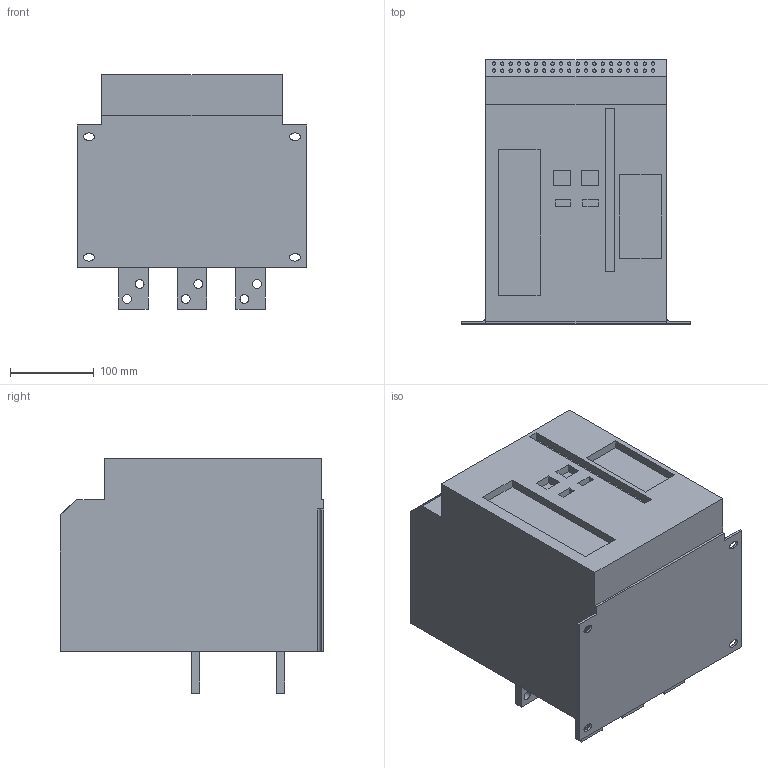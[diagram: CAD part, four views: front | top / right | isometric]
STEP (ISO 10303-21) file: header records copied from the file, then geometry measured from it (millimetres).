
FILE_DESCRIPTION((''),'2;1');
FILE_NAME('NA1-1000-1000-F3','2019-04-26T',('hyha'),(''),'CREO PARAMETRIC BY PTC INC, 2015480','CREO PARAMETRIC BY PTC INC, 2015480','');
FILE_SCHEMA(('AUTOMOTIVE_DESIGN { 1 0 10303 214 1 1 1 1 }'));
Length unit declared in the file: millimetre
Products named in the file (1): NA1-1000-1000-F3
Bounding box: 274 x 315 x 280 mm (x, y, z)
Volume: 14967651.1 mm3; surface area: 438986.6 mm2
Topology: 1 solids, 1 shells, 236 faces, 543 edges, 362 vertices
Faces by surface type: plane 122, cylinder 106, extrusion 8
Entity records: 7327 total; most frequent: CARTESIAN_POINT 1847, ORIENTED_EDGE 1086, DIRECTION 1059, EDGE_CURVE 543, AXIS2_PLACEMENT_3D 368, VERTEX_POINT 362, VECTOR 323, EDGE_LOOP 321
